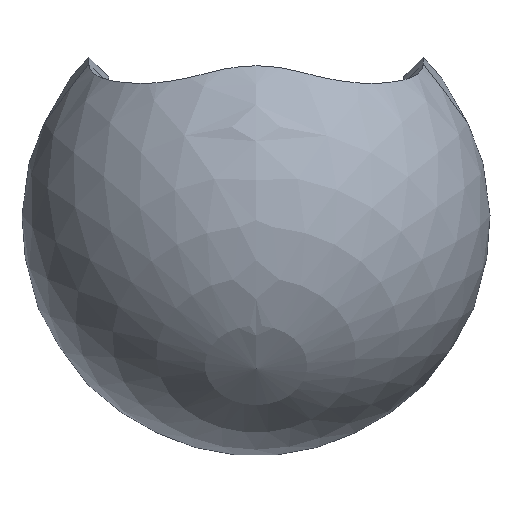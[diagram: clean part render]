
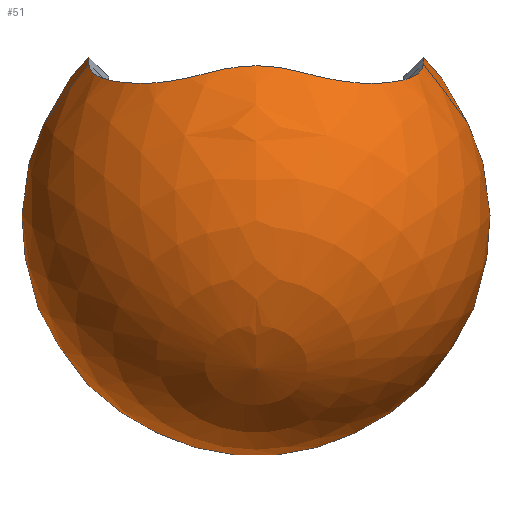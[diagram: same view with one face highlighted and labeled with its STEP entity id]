
A CAD part, left-side view. The second image highlights one B-rep face of the part: STEP entity #51.
In plain terms, the highlighted spherical face has radius 25 mm.
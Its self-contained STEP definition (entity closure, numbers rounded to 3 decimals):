
#35=SPHERICAL_SURFACE('',#296,25.);
#51=ADVANCED_FACE('',(#81),#35,.T.);
#81=FACE_OUTER_BOUND('',#97,.T.);
#97=EDGE_LOOP('',(#168,#169,#170,#171,#172,#173,#174,#175,#176,#177,#178,
#179,#180,#181));
#168=ORIENTED_EDGE('',*,*,#247,.T.);
#169=ORIENTED_EDGE('',*,*,#244,.T.);
#170=ORIENTED_EDGE('',*,*,#241,.T.);
#171=ORIENTED_EDGE('',*,*,#238,.T.);
#172=ORIENTED_EDGE('',*,*,#235,.T.);
#173=ORIENTED_EDGE('',*,*,#232,.T.);
#174=ORIENTED_EDGE('',*,*,#229,.T.);
#175=ORIENTED_EDGE('',*,*,#226,.T.);
#176=ORIENTED_EDGE('',*,*,#223,.T.);
#177=ORIENTED_EDGE('',*,*,#220,.T.);
#178=ORIENTED_EDGE('',*,*,#217,.T.);
#179=ORIENTED_EDGE('',*,*,#214,.T.);
#180=ORIENTED_EDGE('',*,*,#211,.T.);
#181=ORIENTED_EDGE('',*,*,#250,.T.);
#182=VERTEX_POINT('',#306);
#184=VERTEX_POINT('',#312);
#186=VERTEX_POINT('',#332);
#188=VERTEX_POINT('',#354);
#190=VERTEX_POINT('',#380);
#192=VERTEX_POINT('',#400);
#194=VERTEX_POINT('',#420);
#196=VERTEX_POINT('',#448);
#198=VERTEX_POINT('',#474);
#200=VERTEX_POINT('',#500);
#202=VERTEX_POINT('',#528);
#204=VERTEX_POINT('',#554);
#206=VERTEX_POINT('',#580);
#208=VERTEX_POINT('',#608);
#211=EDGE_CURVE('',#184,#182,#253,.T.);
#214=EDGE_CURVE('',#186,#184,#256,.T.);
#217=EDGE_CURVE('',#188,#186,#259,.T.);
#220=EDGE_CURVE('',#190,#188,#262,.T.);
#223=EDGE_CURVE('',#192,#190,#265,.T.);
#226=EDGE_CURVE('',#194,#192,#268,.T.);
#229=EDGE_CURVE('',#196,#194,#271,.T.);
#232=EDGE_CURVE('',#198,#196,#274,.T.);
#235=EDGE_CURVE('',#200,#198,#277,.T.);
#238=EDGE_CURVE('',#202,#200,#280,.T.);
#241=EDGE_CURVE('',#204,#202,#283,.T.);
#244=EDGE_CURVE('',#206,#204,#286,.T.);
#247=EDGE_CURVE('',#208,#206,#289,.T.);
#250=EDGE_CURVE('',#182,#208,#292,.T.);
#253=B_SPLINE_CURVE_WITH_KNOTS('',3,(#308,#309,#310,#311),.UNSPECIFIED.,
 .F.,.F.,(4,4),(0.,1.),.UNSPECIFIED.);
#256=B_SPLINE_CURVE_WITH_KNOTS('',3,(#328,#329,#330,#331),.UNSPECIFIED.,
 .F.,.F.,(4,4),(0.,1.),.UNSPECIFIED.);
#259=B_SPLINE_CURVE_WITH_KNOTS('',3,(#348,#349,#350,#351,#352,#353),
 .UNSPECIFIED.,.F.,.F.,(4,2,4),(0.,0.5,1.),.UNSPECIFIED.);
#262=B_SPLINE_CURVE_WITH_KNOTS('',3,(#376,#377,#378,#379),.UNSPECIFIED.,
 .F.,.F.,(4,4),(0.,1.),.UNSPECIFIED.);
#265=B_SPLINE_CURVE_WITH_KNOTS('',3,(#396,#397,#398,#399),.UNSPECIFIED.,
 .F.,.F.,(4,4),(0.,1.),.UNSPECIFIED.);
#268=B_SPLINE_CURVE_WITH_KNOTS('',3,(#416,#417,#418,#419),.UNSPECIFIED.,
 .F.,.F.,(4,4),(0.,1.),.UNSPECIFIED.);
#271=B_SPLINE_CURVE_WITH_KNOTS('',3,(#442,#443,#444,#445,#446,#447),
 .UNSPECIFIED.,.F.,.F.,(4,2,4),(0.,0.5,1.),.UNSPECIFIED.);
#274=B_SPLINE_CURVE_WITH_KNOTS('',3,(#470,#471,#472,#473),.UNSPECIFIED.,
 .F.,.F.,(4,4),(0.,1.),.UNSPECIFIED.);
#277=B_SPLINE_CURVE_WITH_KNOTS('',3,(#496,#497,#498,#499),.UNSPECIFIED.,
 .F.,.F.,(4,4),(0.,1.),.UNSPECIFIED.);
#280=B_SPLINE_CURVE_WITH_KNOTS('',3,(#522,#523,#524,#525,#526,#527),
 .UNSPECIFIED.,.F.,.F.,(4,2,4),(0.,0.5,1.),.UNSPECIFIED.);
#283=B_SPLINE_CURVE_WITH_KNOTS('',3,(#550,#551,#552,#553),.UNSPECIFIED.,
 .F.,.F.,(4,4),(0.,1.),.UNSPECIFIED.);
#286=B_SPLINE_CURVE_WITH_KNOTS('',3,(#576,#577,#578,#579),.UNSPECIFIED.,
 .F.,.F.,(4,4),(0.,1.),.UNSPECIFIED.);
#289=B_SPLINE_CURVE_WITH_KNOTS('',3,(#602,#603,#604,#605,#606,#607),
 .UNSPECIFIED.,.F.,.F.,(4,2,4),(0.,0.5,1.),.UNSPECIFIED.);
#292=B_SPLINE_CURVE_WITH_KNOTS('',3,(#630,#631,#632,#633),.UNSPECIFIED.,
 .F.,.F.,(4,4),(0.,1.),.UNSPECIFIED.);
#296=AXIS2_PLACEMENT_3D('',#653,#301,#302);
#301=DIRECTION('',(0.777,0.,0.63));
#302=DIRECTION('',(-0.63,0.,0.777));
#306=CARTESIAN_POINT('',(86.393,88.201,-297.453));
#308=CARTESIAN_POINT('',(86.498,88.355,-297.523));
#309=CARTESIAN_POINT('',(86.463,88.303,-297.5));
#310=CARTESIAN_POINT('',(86.428,88.252,-297.477));
#311=CARTESIAN_POINT('',(86.393,88.201,-297.453));
#312=CARTESIAN_POINT('',(86.498,88.355,-297.523));
#328=CARTESIAN_POINT('',(89.308,95.411,-298.155));
#329=CARTESIAN_POINT('',(88.848,92.907,-298.579));
#330=CARTESIAN_POINT('',(87.853,90.376,-298.423));
#331=CARTESIAN_POINT('',(86.498,88.355,-297.523));
#332=CARTESIAN_POINT('',(89.308,95.411,-298.155));
#348=CARTESIAN_POINT('',(89.309,105.665,-298.158));
#349=CARTESIAN_POINT('',(89.618,103.991,-297.88));
#350=CARTESIAN_POINT('',(89.766,102.262,-297.691));
#351=CARTESIAN_POINT('',(89.765,98.813,-297.686));
#352=CARTESIAN_POINT('',(89.616,97.086,-297.872));
#353=CARTESIAN_POINT('',(89.308,95.411,-298.155));
#354=CARTESIAN_POINT('',(89.309,105.665,-298.158));
#376=CARTESIAN_POINT('',(86.498,112.722,-297.523));
#377=CARTESIAN_POINT('',(87.854,110.7,-298.425));
#378=CARTESIAN_POINT('',(88.847,108.171,-298.575));
#379=CARTESIAN_POINT('',(89.309,105.665,-298.158));
#380=CARTESIAN_POINT('',(86.498,112.722,-297.523));
#396=CARTESIAN_POINT('',(86.393,112.876,-297.453));
#397=CARTESIAN_POINT('',(86.428,112.825,-297.477));
#398=CARTESIAN_POINT('',(86.463,112.774,-297.5));
#399=CARTESIAN_POINT('',(86.498,112.722,-297.523));
#400=CARTESIAN_POINT('',(86.393,112.876,-297.453));
#416=CARTESIAN_POINT('',(77.401,118.389,-289.707));
#417=CARTESIAN_POINT('',(80.624,118.397,-292.861));
#418=CARTESIAN_POINT('',(84.002,116.361,-295.84));
#419=CARTESIAN_POINT('',(86.393,112.876,-297.453));
#420=CARTESIAN_POINT('',(77.401,118.389,-289.707));
#442=CARTESIAN_POINT('',(60.068,118.389,-285.502));
#443=CARTESIAN_POINT('',(63.05,118.381,-284.582));
#444=CARTESIAN_POINT('',(66.278,118.387,-284.493));
#445=CARTESIAN_POINT('',(72.343,118.389,-285.967));
#446=CARTESIAN_POINT('',(75.172,118.383,-287.526));
#447=CARTESIAN_POINT('',(77.401,118.389,-289.707));
#448=CARTESIAN_POINT('',(60.068,118.389,-285.502));
#470=CARTESIAN_POINT('',(49.184,112.906,-287.542));
#471=CARTESIAN_POINT('',(51.826,116.269,-287.495));
#472=CARTESIAN_POINT('',(55.974,118.4,-286.765));
#473=CARTESIAN_POINT('',(60.068,118.389,-285.502));
#474=CARTESIAN_POINT('',(49.184,112.906,-287.542));
#496=CARTESIAN_POINT('',(46.507,105.514,-286.383));
#497=CARTESIAN_POINT('',(46.593,108.115,-287.098));
#498=CARTESIAN_POINT('',(47.509,110.775,-287.571));
#499=CARTESIAN_POINT('',(49.184,112.906,-287.542));
#500=CARTESIAN_POINT('',(46.507,105.514,-286.383));
#522=CARTESIAN_POINT('',(46.507,95.563,-286.384));
#523=CARTESIAN_POINT('',(46.453,97.179,-285.94));
#524=CARTESIAN_POINT('',(46.471,98.858,-285.662));
#525=CARTESIAN_POINT('',(46.471,102.219,-285.662));
#526=CARTESIAN_POINT('',(46.454,103.897,-285.939));
#527=CARTESIAN_POINT('',(46.507,105.514,-286.383));
#528=CARTESIAN_POINT('',(46.507,95.563,-286.384));
#550=CARTESIAN_POINT('',(49.184,88.17,-287.542));
#551=CARTESIAN_POINT('',(47.508,90.304,-287.571));
#552=CARTESIAN_POINT('',(46.593,92.962,-287.098));
#553=CARTESIAN_POINT('',(46.507,95.563,-286.384));
#554=CARTESIAN_POINT('',(49.184,88.17,-287.542));
#576=CARTESIAN_POINT('',(60.068,82.688,-285.502));
#577=CARTESIAN_POINT('',(55.971,82.677,-286.765));
#578=CARTESIAN_POINT('',(51.825,84.809,-287.495));
#579=CARTESIAN_POINT('',(49.184,88.17,-287.542));
#580=CARTESIAN_POINT('',(60.068,82.688,-285.502));
#602=CARTESIAN_POINT('',(77.401,82.688,-289.707));
#603=CARTESIAN_POINT('',(75.171,82.693,-287.526));
#604=CARTESIAN_POINT('',(72.342,82.688,-285.967));
#605=CARTESIAN_POINT('',(66.278,82.69,-284.493));
#606=CARTESIAN_POINT('',(63.049,82.695,-284.583));
#607=CARTESIAN_POINT('',(60.068,82.688,-285.502));
#608=CARTESIAN_POINT('',(77.401,82.688,-289.707));
#630=CARTESIAN_POINT('',(86.393,88.201,-297.453));
#631=CARTESIAN_POINT('',(84.,84.713,-295.84));
#632=CARTESIAN_POINT('',(80.624,82.681,-292.859));
#633=CARTESIAN_POINT('',(77.401,82.688,-289.707));
#653=CARTESIAN_POINT('',(65.183,100.538,-302.241));
